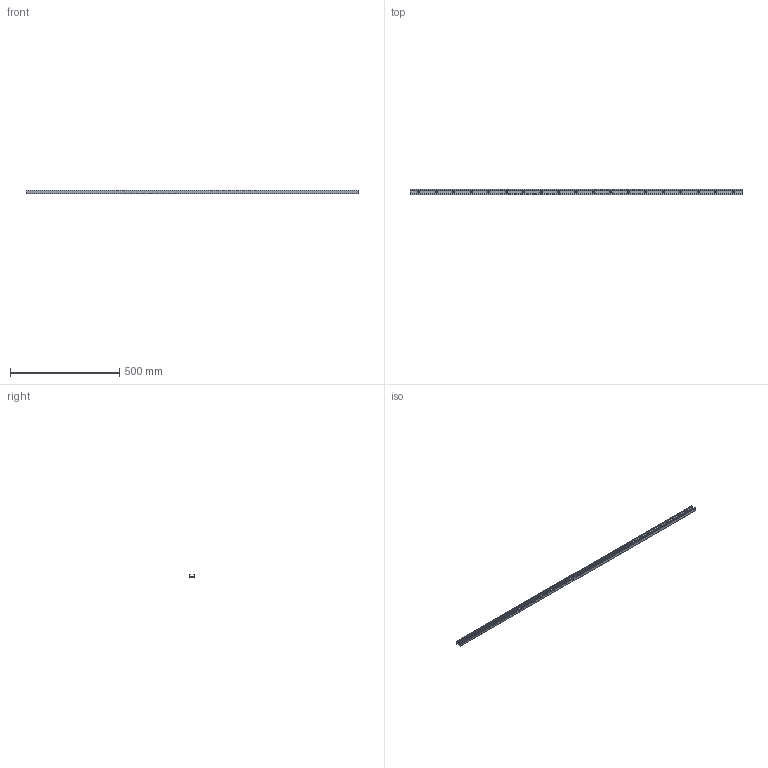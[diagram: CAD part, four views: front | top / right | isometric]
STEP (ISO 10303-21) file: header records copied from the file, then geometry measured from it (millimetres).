
FILE_DESCRIPTION (( 'STEP AP203' ), '1' );
FILE_NAME ('LUV-1-1520.step', '2024-05-13T17:27:57', ( '' ), ( '' ), 'SwSTEP 2.0', 'SolidWorks 2023', '' );
FILE_SCHEMA (( 'CONFIG_CONTROL_DESIGN' ));
Length unit declared in the file: inch
Products named in the file (1): LUV-1-1520
Bounding box: 1520 x 26.01 x 15.01 mm (x, y, z)
Volume: 273691.2 mm3; surface area: 161159 mm2
Topology: 1 solids, 1 shells, 123 faces, 306 edges, 204 vertices
Faces by surface type: cylinder 91, plane 32
Entity records: 3917 total; most frequent: DIRECTION 736, CARTESIAN_POINT 634, ORIENTED_EDGE 612, EDGE_CURVE 306, AXIS2_PLACEMENT_3D 306, VERTEX_POINT 204, CIRCLE 182, EDGE_LOOP 180
